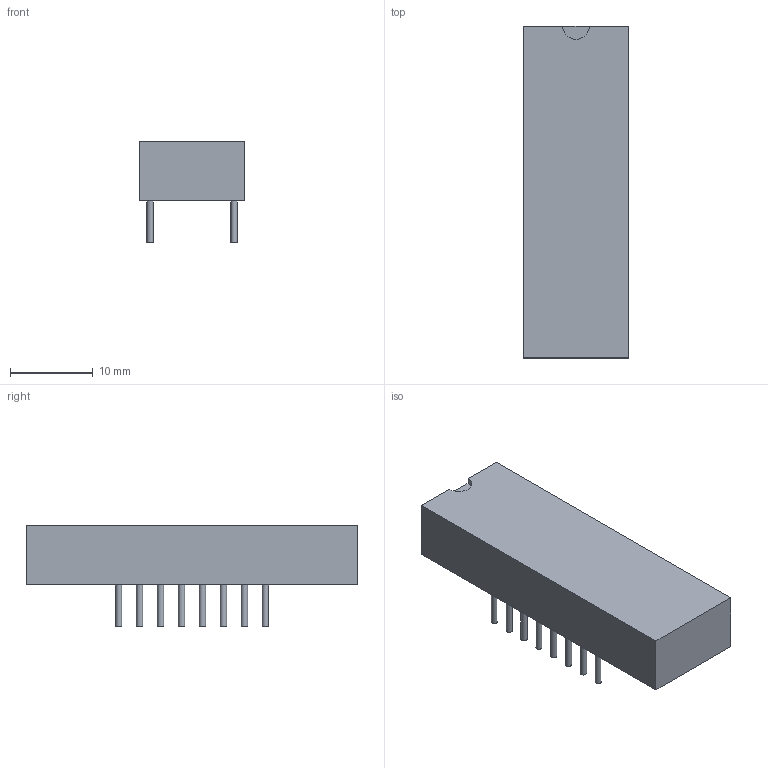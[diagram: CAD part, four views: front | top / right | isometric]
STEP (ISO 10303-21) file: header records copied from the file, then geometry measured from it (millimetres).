
FILE_DESCRIPTION(('FreeCAD Model'),'2;1');
FILE_NAME('567602.3.1.stp','2020-04-09T00:37:38',( 'Author'),(''),'Open CASCADE STEP processor 6.9','FreeCAD','Unknown' );
FILE_SCHEMA(('AUTOMOTIVE_DESIGN { 1 0 10303 214 1 1 1 1 }'));
Length unit declared in the file: millimetre
Products named in the file (3): ASSEMBLY; Body; PinsArrayLR
Assembly tree (2 placements, depth 2):
  ASSEMBLY
    Body
    PinsArrayLR
Bounding box: 12.8 x 40.18 x 12.32 mm (x, y, z)
Volume: 3761.7 mm3; surface area: 2003.6 mm2
Topology: 17 solids, 17 shells, 56 faces, 66 edges, 44 vertices
Faces by surface type: plane 39, cylinder 17
Full cylindrical faces by diameter (mm): 0.75 x16
Entity records: 2129 total; most frequent: DIRECTION 346, CARTESIAN_POINT 305, ORIENTED_EDGE 132, PCURVE 132, DEFINITIONAL_REPRESENTATION 132, LINE 126, VECTOR 126, AXIS2_PLACEMENT_3D 93
